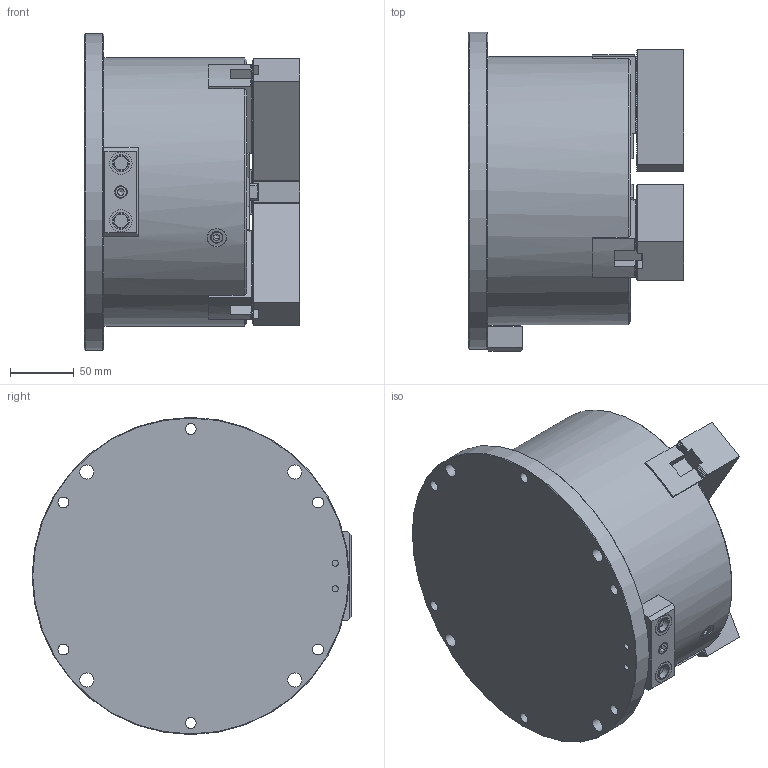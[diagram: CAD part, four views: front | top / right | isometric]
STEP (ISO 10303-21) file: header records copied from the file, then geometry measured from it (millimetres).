
FILE_DESCRIPTION (( 'STEP AP203' ), '1' );
FILE_NAME ('CF-SM-308.STEP', '2024-05-10T00:43:10', ( '' ), ( '' ), 'SwSTEP 2.0', 'SolidWorks 2020', '' );
FILE_SCHEMA (( 'CONFIG_CONTROL_DESIGN' ));
Length unit declared in the file: millimetre
Products named in the file (17): CF-SM-308; CF-SM-308-04000; 圓頭內六角螺栓_M5x10; CF-SM-308-05000; 圓頭內六角螺栓_M6x30; CF-SM-308-06000; 圓頭內六角螺栓_M12x30; CF-3H-208-04000(T型塊); 錐平頭六角孔螺栓_M3x6; CF-SM-308-01000; CF-SU-308-07000; 油管塞頭_PT 1_8; CF-SM-308-02000; SJ-08; 塑膠管塞_PT1_4; CF-SM-308-03000; M6黃油嘴
Assembly tree (39 placements, depth 2):
  CF-SM-308
    CF-SM-308-01000
    CF-SM-308-02000
    CF-SM-308-03000  x3
    CF-SM-308-04000
    CF-SM-308-05000
    CF-SM-308-06000  x3
    CF-3H-208-04000(T型塊)  x3
    CF-SU-308-07000
    SJ-08  x3
    M6黃油嘴
    圓頭內六角螺栓_M5x10  x3
    圓頭內六角螺栓_M6x30  x2
    圓頭內六角螺栓_M12x30  x6
    錐平頭六角孔螺栓_M3x6  x6
    油管塞頭_PT 1_8  x2
    塑膠管塞_PT1_4  x2
Bounding box: 168.25 x 250 x 248 mm (x, y, z)
Volume: 4847988.6 mm3; surface area: 477025.6 mm2
Topology: 40 solids, 40 shells, 3280 faces, 9289 edges, 6123 vertices
Faces by surface type: plane 2391, cylinder 760, cone 119, torus 7, sphere 3
Full cylindrical faces by diameter (mm): 2.5 x9, 3 x7, 3.3 x6, 4.2 x3, 5 x7, 5.5 x3, 6 x9, 6.6 x2, 6.8 x6, 8.2 x1, 8.3 x1, 8.5 x9, 9.5 x3, 10 x2, 10.2 x6, 10.5 x2, 10.7 x2, 11 x6, 11.5 x2, 12 x6, 13 x6, 15 x1, 15.5 x1, 17.5 x2, 18 x6, 19 x6, 86 x2, 210 x1, 248 x1
Entity records: 39721 total; most frequent: CARTESIAN_POINT 8204, ORIENTED_EDGE 6360, DIRECTION 5459, EDGE_CURVE 3180, VECTOR 2447, LINE 2447, VERTEX_POINT 2161, AXIS2_PLACEMENT_3D 1506
